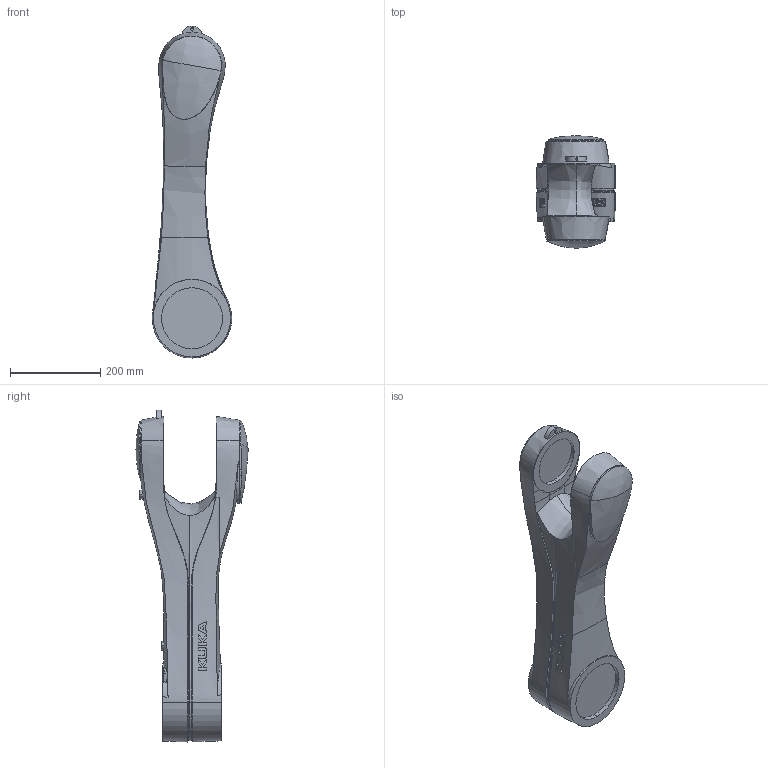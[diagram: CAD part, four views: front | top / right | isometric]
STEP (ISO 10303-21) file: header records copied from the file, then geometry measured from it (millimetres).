
FILE_DESCRIPTION((''),'2;1');
FILE_NAME('GREPC1BDNVPG_2','2022-02-22T17:26:21',('beth0005'),(''),'CREO PARAMETRIC BY PTC INC, 2020454','CREO PARAMETRIC BY PTC INC, 2020454','');
FILE_SCHEMA(('CONFIG_CONTROL_DESIGN'));
Length unit declared in the file: millimetre
Products named in the file (1): GREPC1BDNVPG_2
Bounding box: 175.84 x 249 x 735.49 mm (x, y, z)
Volume: 8266647.6 mm3; surface area: 610198.3 mm2
Topology: 1 solids, 4 shells, 338 faces, 922 edges, 608 vertices
Faces by surface type: plane 165, bspline 75, cylinder 44, cone 24, extrusion 18, torus 10, sphere 2
Entity records: 15223 total; most frequent: CARTESIAN_POINT 7648, ORIENTED_EDGE 1824, DIRECTION 1143, EDGE_CURVE 912, VERTEX_POINT 608, B_SPLINE_CURVE_WITH_KNOTS 483, AXIS2_PLACEMENT_3D 433, EDGE_LOOP 366
